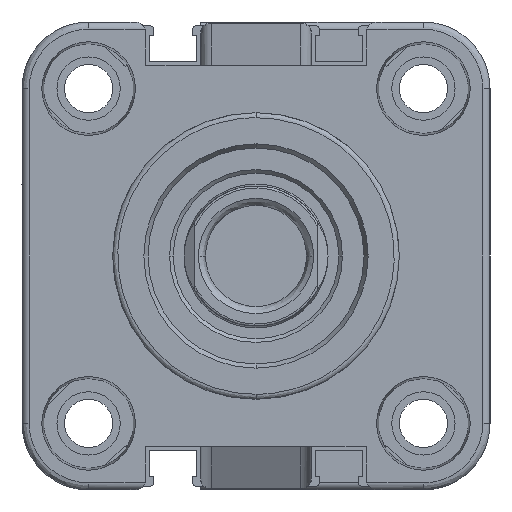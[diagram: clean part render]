
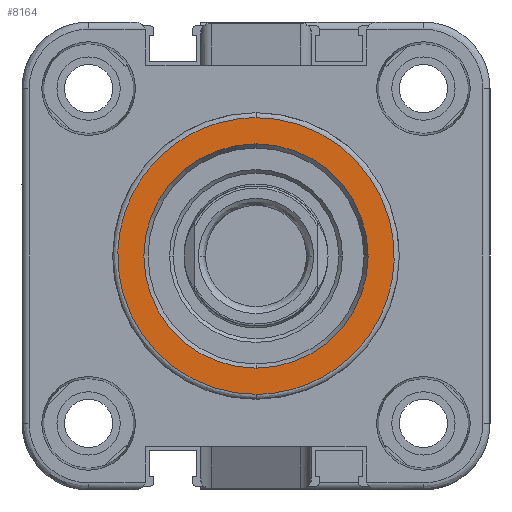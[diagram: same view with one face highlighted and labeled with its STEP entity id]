
A CAD part, front view. The second image highlights one B-rep face of the part: STEP entity #8164.
In plain terms, the highlighted face is planar.
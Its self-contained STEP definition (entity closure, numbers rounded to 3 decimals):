
#28 = CARTESIAN_POINT ( 'NONE',  ( 274.95, 214.438, 269.266 ) ) ;
#174 = CARTESIAN_POINT ( 'NONE',  ( 274.95, 214.438, 269.266 ) ) ;
#442 = FACE_OUTER_BOUND ( 'NONE', #8479, .T. ) ;
#524 = DIRECTION ( 'NONE',  ( -1., 0., 0. ) ) ;
#605 = VERTEX_POINT ( 'NONE', #9913 ) ;
#640 = CARTESIAN_POINT ( 'NONE',  ( 274.95, 176.038, 269.266 ) ) ;
#815 = CARTESIAN_POINT ( 'NONE',  ( 274.95, 214.438, 307.666 ) ) ;
#1023 = EDGE_CURVE ( 'NONE', #6118, #6334, #12701, .T. ) ;
#1193 = CARTESIAN_POINT ( 'NONE',  ( 274.95, 252.838, 269.266 ) ) ;
#1449 = ORIENTED_EDGE ( 'NONE', *, *, #2376, .F. ) ;
#1476 = FACE_BOUND ( 'NONE', #2904, .T. ) ;
#1946 = ORIENTED_EDGE ( 'NONE', *, *, #1023, .F. ) ;
#2090 = CARTESIAN_POINT ( 'NONE',  ( 274.95, 214.438, 288.466 ) ) ;
#2376 = EDGE_CURVE ( 'NONE', #8547, #605, #2827, .T. ) ;
#2615 = AXIS2_PLACEMENT_3D ( 'NONE', #8245, #524, #6037 ) ;
#2689 =( BOUNDED_CURVE ( )  B_SPLINE_CURVE ( 3, ( #2874, #640, #5086, #8223 ),
 .UNSPECIFIED., .F., .F. ) 
 B_SPLINE_CURVE_WITH_KNOTS ( ( 4, 4 ),
 ( 0., 1. ),
 .UNSPECIFIED. ) 
 CURVE ( )  GEOMETRIC_REPRESENTATION_ITEM ( )  RATIONAL_B_SPLINE_CURVE ( ( 1., 0.333, 0.333, 1. ) ) 
 REPRESENTATION_ITEM ( '' )  );
#2827 = CIRCLE ( 'NONE', #3337, 15.577 ) ;
#2874 = CARTESIAN_POINT ( 'NONE',  ( 274.95, 214.438, 269.266 ) ) ;
#2904 = EDGE_LOOP ( 'NONE', ( #5710, #1449 ) ) ;
#3272 = CARTESIAN_POINT ( 'NONE',  ( 274.95, 214.438, 307.666 ) ) ;
#3337 = AXIS2_PLACEMENT_3D ( 'NONE', #2090, #13118, #6551 ) ;
#4477 = CARTESIAN_POINT ( 'NONE',  ( 274.95, 252.838, 307.666 ) ) ;
#4961 = PLANE ( 'NONE',  #2615 ) ;
#5086 = CARTESIAN_POINT ( 'NONE',  ( 274.95, 176.038, 307.666 ) ) ;
#5316 = AXIS2_PLACEMENT_3D ( 'NONE', #7310, #9580, #11316 ) ;
#5463 = EDGE_CURVE ( 'NONE', #6334, #6118, #2689, .T. ) ;
#5710 = ORIENTED_EDGE ( 'NONE', *, *, #11037, .F. ) ;
#5758 = CIRCLE ( 'NONE', #5316, 15.577 ) ;
#6037 = DIRECTION ( 'NONE',  ( 0., 0., 1. ) ) ;
#6118 = VERTEX_POINT ( 'NONE', #815 ) ;
#6334 = VERTEX_POINT ( 'NONE', #174 ) ;
#6551 = DIRECTION ( 'NONE',  ( 0., 0., -1. ) ) ;
#6627 = CARTESIAN_POINT ( 'NONE',  ( 274.95, 214.438, 304.043 ) ) ;
#7310 = CARTESIAN_POINT ( 'NONE',  ( 274.95, 214.438, 288.466 ) ) ;
#8164 = ADVANCED_FACE ( 'NONE', ( #1476, #442 ), #4961, .F. ) ;
#8223 = CARTESIAN_POINT ( 'NONE',  ( 274.95, 214.438, 307.666 ) ) ;
#8245 = CARTESIAN_POINT ( 'NONE',  ( 274.95, 234.338, 288.466 ) ) ;
#8479 = EDGE_LOOP ( 'NONE', ( #1946, #9365 ) ) ;
#8547 = VERTEX_POINT ( 'NONE', #6627 ) ;
#9365 = ORIENTED_EDGE ( 'NONE', *, *, #5463, .F. ) ;
#9580 = DIRECTION ( 'NONE',  ( 1., 0., 0. ) ) ;
#9913 = CARTESIAN_POINT ( 'NONE',  ( 274.95, 214.438, 272.889 ) ) ;
#11037 = EDGE_CURVE ( 'NONE', #605, #8547, #5758, .T. ) ;
#11316 = DIRECTION ( 'NONE',  ( 0., 0., -1. ) ) ;
#12701 =( BOUNDED_CURVE ( )  B_SPLINE_CURVE ( 3, ( #3272, #4477, #1193, #28 ),
 .UNSPECIFIED., .F., .T. ) 
 B_SPLINE_CURVE_WITH_KNOTS ( ( 4, 4 ),
 ( 0., 1. ),
 .UNSPECIFIED. ) 
 CURVE ( )  GEOMETRIC_REPRESENTATION_ITEM ( )  RATIONAL_B_SPLINE_CURVE ( ( 1., 0.333, 0.333, 1. ) ) 
 REPRESENTATION_ITEM ( '' )  );
#13118 = DIRECTION ( 'NONE',  ( 1., 0., 0. ) ) ;
